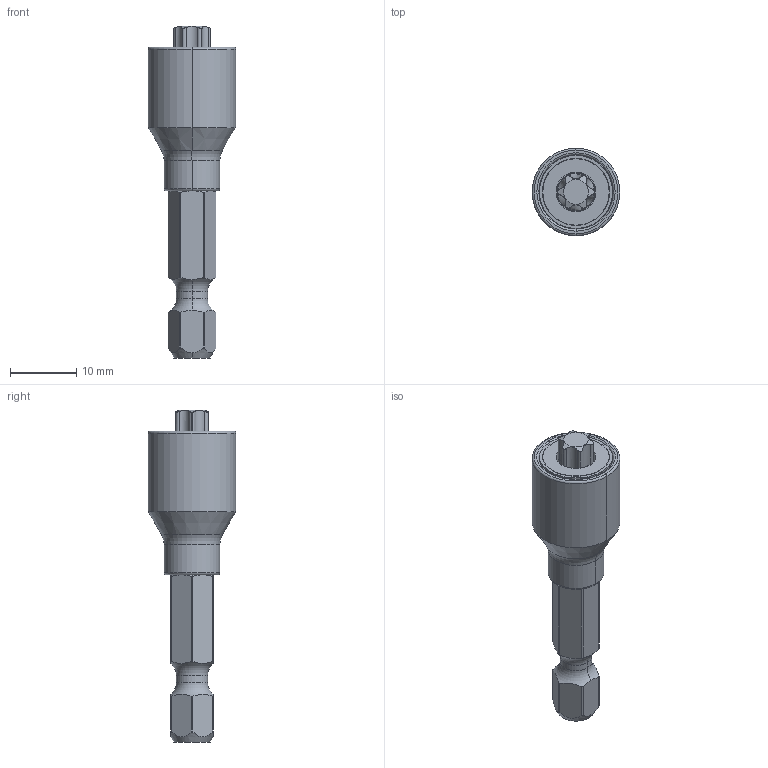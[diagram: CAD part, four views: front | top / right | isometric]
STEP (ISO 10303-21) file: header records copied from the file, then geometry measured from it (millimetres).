
FILE_DESCRIPTION((''),'2;1');
FILE_NAME('4027104031_ASM','2023-08-22T14:22:57',('A00565553'),(''),'CREO PARAMETRIC BY PTC INC, 2022414','CREO PARAMETRIC BY PTC INC, 2022414','');
FILE_SCHEMA(('CONFIG_CONTROL_DESIGN','GEOMETRIC_VALIDATION_PROPERTIES_MIM'));
Length unit declared in the file: millimetre
Products named in the file (6): 4027911219; 4027036276; 4027901681; 4027907728; 4027904020_ASM; 4027104031_ASM
Assembly tree (5 placements, depth 3):
  4027104031_ASM
    4027911219
    4027036276
    4027904020_ASM
      4027901681
      4027907728
Bounding box: 13.2 x 13.2 x 50 mm (x, y, z)
Volume: 3054.4 mm3; surface area: 3618.1 mm2
Topology: 4 solids, 4 shells, 139 faces, 349 edges, 221 vertices
Faces by surface type: cylinder 60, torus 38, plane 29, cone 12
Entity records: 5261 total; most frequent: CARTESIAN_POINT 1454, DIRECTION 714, ORIENTED_EDGE 698, EDGE_CURVE 349, AXIS2_PLACEMENT_3D 309, VERTEX_POINT 221, CIRCLE 157, EDGE_LOOP 148
